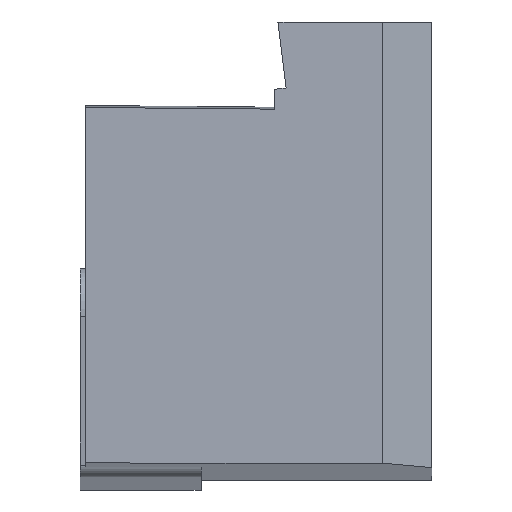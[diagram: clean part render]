
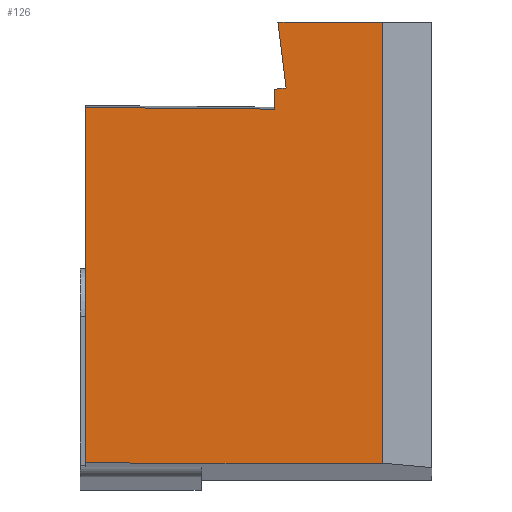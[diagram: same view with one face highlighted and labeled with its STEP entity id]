
A CAD part, left-side view. The second image highlights one B-rep face of the part: STEP entity #126.
In plain terms, the highlighted planar face has unit normal (-1, -0.009, 0).
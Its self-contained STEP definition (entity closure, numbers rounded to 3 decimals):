
#126=ADVANCED_FACE('',(#179),#155,.F.);
#155=PLANE('',#724);
#179=FACE_OUTER_BOUND('',#209,.T.);
#209=EDGE_LOOP('',(#263,#264,#265,#266,#267,#268,#269,#270));
#263=ORIENTED_EDGE('',*,*,#467,.F.);
#264=ORIENTED_EDGE('',*,*,#468,.T.);
#265=ORIENTED_EDGE('',*,*,#460,.F.);
#266=ORIENTED_EDGE('',*,*,#469,.T.);
#267=ORIENTED_EDGE('',*,*,#470,.T.);
#268=ORIENTED_EDGE('',*,*,#471,.T.);
#269=ORIENTED_EDGE('',*,*,#472,.F.);
#270=ORIENTED_EDGE('',*,*,#473,.F.);
#407=VERTEX_POINT('',#983);
#408=VERTEX_POINT('',#985);
#411=VERTEX_POINT('',#998);
#412=VERTEX_POINT('',#999);
#413=VERTEX_POINT('',#1002);
#414=VERTEX_POINT('',#1004);
#415=VERTEX_POINT('',#1006);
#416=VERTEX_POINT('',#1008);
#460=EDGE_CURVE('',#407,#408,#538,.T.);
#467=EDGE_CURVE('',#411,#412,#543,.T.);
#468=EDGE_CURVE('',#411,#408,#544,.T.);
#469=EDGE_CURVE('',#407,#413,#545,.T.);
#470=EDGE_CURVE('',#413,#414,#546,.T.);
#471=EDGE_CURVE('',#414,#415,#547,.T.);
#472=EDGE_CURVE('',#416,#415,#548,.T.);
#473=EDGE_CURVE('',#412,#416,#549,.T.);
#538=LINE('',#984,#602);
#543=LINE('',#997,#607);
#544=LINE('',#1000,#608);
#545=LINE('',#1001,#609);
#546=LINE('',#1003,#610);
#547=LINE('',#1005,#611);
#548=LINE('',#1007,#612);
#549=LINE('',#1009,#613);
#602=VECTOR('',#797,1.);
#607=VECTOR('',#812,1.);
#608=VECTOR('',#813,1.);
#609=VECTOR('',#814,1.);
#610=VECTOR('',#815,1.);
#611=VECTOR('',#816,1.);
#612=VECTOR('',#817,1.);
#613=VECTOR('',#818,1.);
#724=AXIS2_PLACEMENT_3D('',#1010,#819,#820);
#797=DIRECTION('',(-0.009,1.,0.001));
#812=DIRECTION('',(0.009,-1.,-0.009));
#813=DIRECTION('',(0.,0.,-1.));
#814=DIRECTION('',(0.,0.,1.));
#815=DIRECTION('',(-0.009,1.,0.));
#816=DIRECTION('',(0.001,-0.122,-0.993));
#817=DIRECTION('',(0.009,-0.993,0.122));
#818=DIRECTION('',(0.,-0.009,1.));
#819=DIRECTION('',(1.,0.009,0.));
#820=DIRECTION('',(0.009,-1.,0.));
#983=CARTESIAN_POINT('',(0.236,4.5,-32.546));
#984=CARTESIAN_POINT('',(0.,31.535,-32.525));
#985=CARTESIAN_POINT('',(0.,31.5,-32.525));
#997=CARTESIAN_POINT('',(-0.001,31.619,-0.178));
#998=CARTESIAN_POINT('',(0.,31.5,-0.179));
#999=CARTESIAN_POINT('',(0.15,14.301,-0.328));
#1000=CARTESIAN_POINT('',(0.,31.5,-36.4));
#1001=CARTESIAN_POINT('',(0.236,4.5,-33.449));
#1002=CARTESIAN_POINT('',(0.236,4.5,7.6));
#1003=CARTESIAN_POINT('',(0.157,13.478,7.6));
#1004=CARTESIAN_POINT('',(0.153,14.,7.6));
#1005=CARTESIAN_POINT('',(0.161,13.059,-0.063));
#1006=CARTESIAN_POINT('',(0.159,13.263,1.6));
#1007=CARTESIAN_POINT('',(0.107,19.25,0.865));
#1008=CARTESIAN_POINT('',(0.15,14.285,1.475));
#1009=CARTESIAN_POINT('',(0.151,14.181,13.431));
#1010=CARTESIAN_POINT('',(0.,31.5,13.582));
